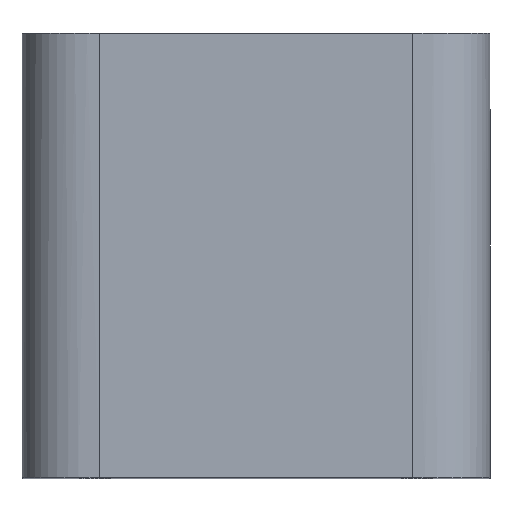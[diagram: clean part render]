
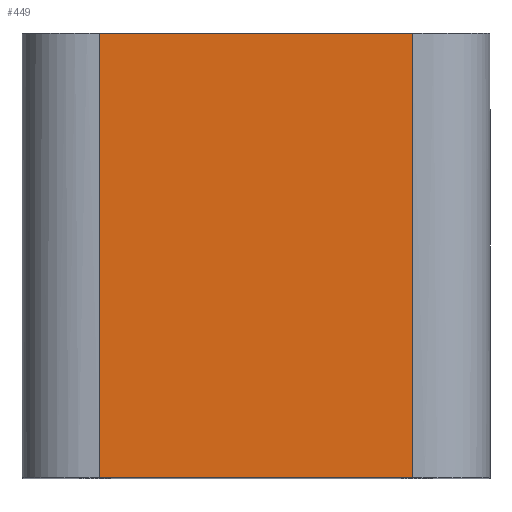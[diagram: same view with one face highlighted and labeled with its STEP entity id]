
A CAD part, top view. The second image highlights one B-rep face of the part: STEP entity #449.
In plain terms, the highlighted free-form (B-spline) face has degree [1, 1] with [2, 2] control points.
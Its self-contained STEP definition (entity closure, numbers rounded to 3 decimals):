
#16=LINE('',#756,#31);
#17=LINE('',#764,#32);
#31=VECTOR('',#554,1000.);
#32=VECTOR('',#555,1000.);
#44=B_SPLINE_CURVE_WITH_KNOTS('',3,(#759,#760,#761,#762),.UNSPECIFIED.,
 .F.,.F.,(4,4),(0.,1.),.UNSPECIFIED.);
#45=B_SPLINE_CURVE_WITH_KNOTS('',3,(#766,#767,#768,#769),.UNSPECIFIED.,
 .F.,.F.,(4,4),(0.,1.),.UNSPECIFIED.);
#55=B_SPLINE_SURFACE_WITH_KNOTS('',1,1,((#752,#753),(#754,#755)),
 .PLANE_SURF.,.F.,.F.,.F.,(2,2),(2,2),(0.,1.),(0.,1.),.UNSPECIFIED.);
#124=ORIENTED_EDGE('',*,*,#254,.T.);
#125=ORIENTED_EDGE('',*,*,#255,.T.);
#126=ORIENTED_EDGE('',*,*,#256,.T.);
#127=ORIENTED_EDGE('',*,*,#257,.T.);
#254=EDGE_CURVE('',#317,#318,#16,.T.);
#255=EDGE_CURVE('',#318,#319,#44,.T.);
#256=EDGE_CURVE('',#319,#320,#17,.T.);
#257=EDGE_CURVE('',#320,#317,#45,.T.);
#317=VERTEX_POINT('',#757);
#318=VERTEX_POINT('',#758);
#319=VERTEX_POINT('',#763);
#320=VERTEX_POINT('',#765);
#367=EDGE_LOOP('',(#124,#125,#126,#127));
#402=FACE_BOUND('',#367,.T.);
#449=ADVANCED_FACE('',(#402),#55,.F.);
#554=DIRECTION('',(-1.,0.,0.));
#555=DIRECTION('',(1.,0.,0.));
#752=CARTESIAN_POINT('',(-16.665,45.15,27.5));
#753=CARTESIAN_POINT('',(-16.665,-2.15,27.5));
#754=CARTESIAN_POINT('',(16.665,45.15,27.5));
#755=CARTESIAN_POINT('',(16.665,-2.15,27.5));
#756=CARTESIAN_POINT('',(8.635,43.,27.5));
#757=CARTESIAN_POINT('',(15.15,43.,27.5));
#758=CARTESIAN_POINT('',(-15.15,43.,27.5));
#759=CARTESIAN_POINT('',(-15.15,43.,27.5));
#760=CARTESIAN_POINT('',(-15.15,28.667,27.5));
#761=CARTESIAN_POINT('',(-15.15,14.333,27.5));
#762=CARTESIAN_POINT('',(-15.15,0.,27.5));
#763=CARTESIAN_POINT('',(-15.15,0.,27.5));
#764=CARTESIAN_POINT('',(-1.365,0.,27.5));
#765=CARTESIAN_POINT('',(15.15,0.,27.5));
#766=CARTESIAN_POINT('',(15.15,0.,27.5));
#767=CARTESIAN_POINT('',(15.15,14.333,27.5));
#768=CARTESIAN_POINT('',(15.15,28.667,27.5));
#769=CARTESIAN_POINT('',(15.15,43.,27.5));
